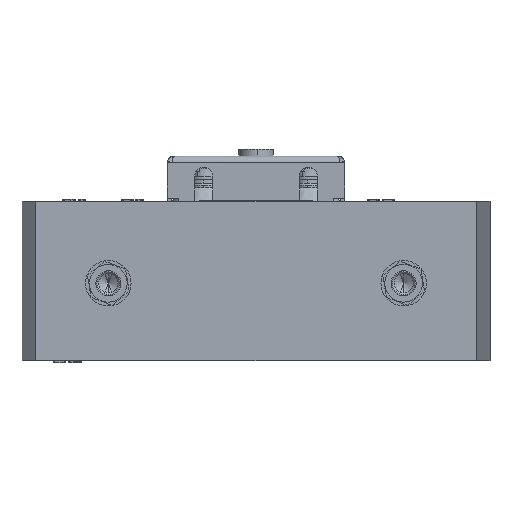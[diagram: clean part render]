
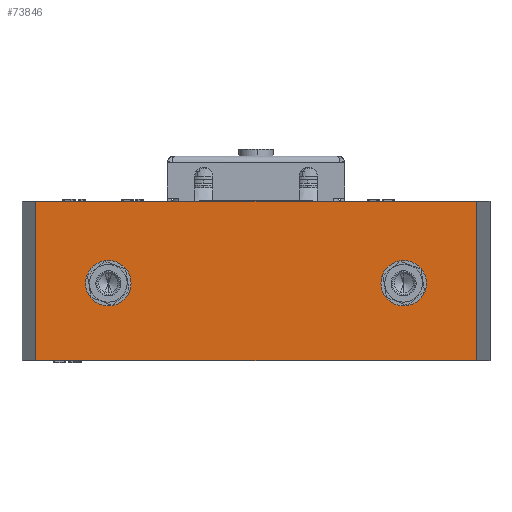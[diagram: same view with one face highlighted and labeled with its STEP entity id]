
A CAD part, front view. The second image highlights one B-rep face of the part: STEP entity #73846.
In plain terms, the highlighted planar face has unit normal (0, -1, 0).
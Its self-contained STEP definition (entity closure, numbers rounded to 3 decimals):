
#4248 = DIRECTION ( 'NONE',  ( 1., 0., 0. ) ) ;
#6595 = DIRECTION ( 'NONE',  ( 0., -1., 0. ) ) ;
#9444 = PLANE ( 'NONE',  #91713 ) ;
#9778 = CARTESIAN_POINT ( 'NONE',  ( -97., -109., 36. ) ) ;
#9812 = DIRECTION ( 'NONE',  ( 1., 0., 0. ) ) ;
#9953 = CARTESIAN_POINT ( 'NONE',  ( 97., -109., 36. ) ) ;
#10819 = CIRCLE ( 'NONE', #28256, 10. ) ;
#11426 = VECTOR ( 'NONE', #4248, 1000. ) ;
#15536 = CIRCLE ( 'NONE', #91570, 10. ) ;
#15686 = ORIENTED_EDGE ( 'NONE', *, *, #73667, .T. ) ;
#17377 = CARTESIAN_POINT ( 'NONE',  ( -97., -109., 36. ) ) ;
#17883 = ORIENTED_EDGE ( 'NONE', *, *, #47514, .F. ) ;
#18920 = FACE_OUTER_BOUND ( 'NONE', #67230, .T. ) ;
#21628 = DIRECTION ( 'NONE',  ( 0., 0., 1. ) ) ;
#21854 = VECTOR ( 'NONE', #61638, 1000. ) ;
#23087 = ORIENTED_EDGE ( 'NONE', *, *, #34027, .F. ) ;
#23706 = ORIENTED_EDGE ( 'NONE', *, *, #28486, .F. ) ;
#26844 = VERTEX_POINT ( 'NONE', #17377 ) ;
#28256 = AXIS2_PLACEMENT_3D ( 'NONE', #92380, #40927, #100890 ) ;
#28425 = LINE ( 'NONE', #81931, #51415 ) ;
#28486 = EDGE_CURVE ( 'NONE', #109362, #86048, #50040, .T. ) ;
#30525 = CARTESIAN_POINT ( 'NONE',  ( 65., -109., 10. ) ) ;
#34027 = EDGE_CURVE ( 'NONE', #86048, #109362, #62093, .T. ) ;
#34745 = CARTESIAN_POINT ( 'NONE',  ( -65., -109., 10. ) ) ;
#35345 = CARTESIAN_POINT ( 'NONE',  ( -97., -109., -34. ) ) ;
#38501 = LINE ( 'NONE', #35345, #61497 ) ;
#38742 = CARTESIAN_POINT ( 'NONE',  ( 97., -109., -34. ) ) ;
#38772 = EDGE_CURVE ( 'NONE', #49902, #26844, #38501, .T. ) ;
#38966 = CARTESIAN_POINT ( 'NONE',  ( 65., -109., 0. ) ) ;
#39763 = AXIS2_PLACEMENT_3D ( 'NONE', #38966, #98969, #47594 ) ;
#40927 = DIRECTION ( 'NONE',  ( 0., -1., 0. ) ) ;
#40999 = VERTEX_POINT ( 'NONE', #85988 ) ;
#41967 = FACE_BOUND ( 'NONE', #65348, .T. ) ;
#43816 = CARTESIAN_POINT ( 'NONE',  ( 65., -109., -10. ) ) ;
#47109 = EDGE_CURVE ( 'NONE', #26844, #104003, #87877, .T. ) ;
#47386 = CARTESIAN_POINT ( 'NONE',  ( -97., -109., -34. ) ) ;
#47514 = EDGE_CURVE ( 'NONE', #40999, #76903, #10819, .T. ) ;
#47594 = DIRECTION ( 'NONE',  ( 0., 0., -1. ) ) ;
#48483 = DIRECTION ( 'NONE',  ( 0., -1., 0. ) ) ;
#49902 = VERTEX_POINT ( 'NONE', #81317 ) ;
#50040 = CIRCLE ( 'NONE', #85423, 10. ) ;
#51415 = VECTOR ( 'NONE', #21628, 1000. ) ;
#58402 = CARTESIAN_POINT ( 'NONE',  ( -65., -109., 0. ) ) ;
#61497 = VECTOR ( 'NONE', #86936, 1000. ) ;
#61638 = DIRECTION ( 'NONE',  ( 1., 0., 0. ) ) ;
#61670 = DIRECTION ( 'NONE',  ( 0., -1., 0. ) ) ;
#62093 = CIRCLE ( 'NONE', #39763, 10. ) ;
#65348 = EDGE_LOOP ( 'NONE', ( #17883, #90656 ) ) ;
#65632 = VERTEX_POINT ( 'NONE', #38742 ) ;
#66512 = ORIENTED_EDGE ( 'NONE', *, *, #47109, .F. ) ;
#67138 = DIRECTION ( 'NONE',  ( 0., 0., -1. ) ) ;
#67230 = EDGE_LOOP ( 'NONE', ( #66512, #84430, #77775, #15686 ) ) ;
#72014 = EDGE_CURVE ( 'NONE', #76903, #40999, #15536, .T. ) ;
#73667 = EDGE_CURVE ( 'NONE', #65632, #104003, #28425, .T. ) ;
#73846 = ADVANCED_FACE ( 'NONE', ( #107650, #41967, #18920 ), #9444, .T. ) ;
#76903 = VERTEX_POINT ( 'NONE', #34745 ) ;
#77695 = LINE ( 'NONE', #47386, #11426 ) ;
#77750 = EDGE_CURVE ( 'NONE', #49902, #65632, #77695, .T. ) ;
#77775 = ORIENTED_EDGE ( 'NONE', *, *, #77750, .T. ) ;
#81317 = CARTESIAN_POINT ( 'NONE',  ( -97., -109., -34. ) ) ;
#81931 = CARTESIAN_POINT ( 'NONE',  ( 97., -109., -34. ) ) ;
#84140 = EDGE_LOOP ( 'NONE', ( #23087, #23706 ) ) ;
#84430 = ORIENTED_EDGE ( 'NONE', *, *, #38772, .F. ) ;
#85423 = AXIS2_PLACEMENT_3D ( 'NONE', #99841, #48483, #108447 ) ;
#85988 = CARTESIAN_POINT ( 'NONE',  ( -65., -109., -10. ) ) ;
#86048 = VERTEX_POINT ( 'NONE', #43816 ) ;
#86936 = DIRECTION ( 'NONE',  ( 0., 0., 1. ) ) ;
#87877 = LINE ( 'NONE', #9778, #21854 ) ;
#90656 = ORIENTED_EDGE ( 'NONE', *, *, #72014, .F. ) ;
#91570 = AXIS2_PLACEMENT_3D ( 'NONE', #58402, #6595, #67138 ) ;
#91713 = AXIS2_PLACEMENT_3D ( 'NONE', #104247, #61670, #9812 ) ;
#92380 = CARTESIAN_POINT ( 'NONE',  ( -65., -109., 0. ) ) ;
#98969 = DIRECTION ( 'NONE',  ( 0., -1., 0. ) ) ;
#99841 = CARTESIAN_POINT ( 'NONE',  ( 65., -109., 0. ) ) ;
#100890 = DIRECTION ( 'NONE',  ( 0., 0., -1. ) ) ;
#104003 = VERTEX_POINT ( 'NONE', #9953 ) ;
#104247 = CARTESIAN_POINT ( 'NONE',  ( -97., -109., -34. ) ) ;
#107650 = FACE_BOUND ( 'NONE', #84140, .T. ) ;
#108447 = DIRECTION ( 'NONE',  ( 0., 0., -1. ) ) ;
#109362 = VERTEX_POINT ( 'NONE', #30525 ) ;
